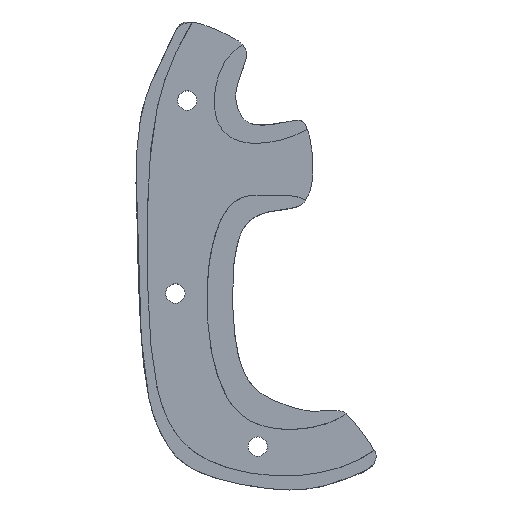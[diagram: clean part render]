
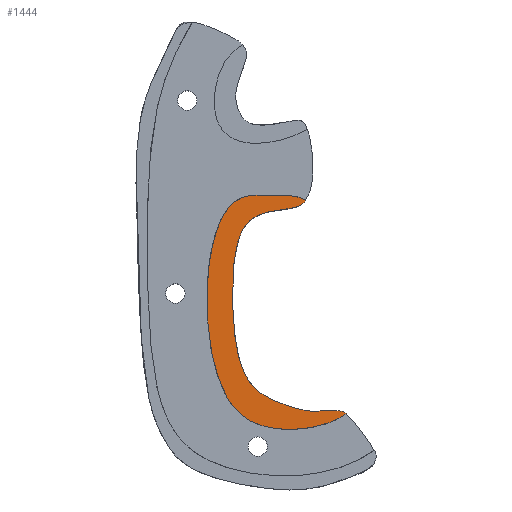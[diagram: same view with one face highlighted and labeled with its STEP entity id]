
A CAD part, top view. The second image highlights one B-rep face of the part: STEP entity #1444.
In plain terms, the highlighted planar face has unit normal (0, 0, 1).
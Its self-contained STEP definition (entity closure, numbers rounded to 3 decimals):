
#179=PLANE('',#1511);
#237=FACE_OUTER_BOUND('',#318,.T.);
#318=EDGE_LOOP('',(#1210,#1211,#1212,#1213));
#449=B_SPLINE_CURVE_WITH_KNOTS('',3,(#4457,#4458,#4459,#4460,#4461,#4462,
#4463,#4464,#4465,#4466,#4467,#4468,#4469,#4470),.UNSPECIFIED.,.F.,.F.,
(4,2,2,2,2,2,4),(-3.139,-2.574,-2.211,-1.653,
-1.023,-0.69,-0.384),.UNSPECIFIED.);
#455=B_SPLINE_CURVE_WITH_KNOTS('',3,(#4587,#4588,#4589,#4590,#4591,#4592,
#4593,#4594,#4595,#4596,#4597,#4598,#4599,#4600,#4601,#4602,#4603,#4604,
#4605,#4606,#4607,#4608,#4609,#4610,#4611,#4612,#4613,#4614),
 .UNSPECIFIED.,.F.,.F.,(4,2,2,2,2,2,2,2,2,2,2,2,2,4),(-11.613,
-11.269,-10.947,-10.328,-9.711,
-9.316,-8.252,-7.58,-6.058,
-4.59,-2.973,-1.031,-0.468,
0.),.UNSPECIFIED.);
#457=B_SPLINE_CURVE_WITH_KNOTS('',3,(#4630,#4631,#4632,#4633),
 .UNSPECIFIED.,.F.,.F.,(4,4),(-0.05,0.),.UNSPECIFIED.);
#459=B_SPLINE_CURVE_WITH_KNOTS('',3,(#4782,#4783,#4784,#4785,#4786,#4787,
#4788,#4789,#4790,#4791,#4792,#4793,#4794,#4795,#4796,#4797,#4798,#4799,
#4800,#4801,#4802,#4803,#4804,#4805,#4806,#4807,#4808,#4809,#4810,#4811,
#4812,#4813,#4814,#4815,#4816,#4817,#4818,#4819,#4820,#4821,#4822,#4823,
#4824,#4825,#4826,#4827,#4828,#4829,#4830),.UNSPECIFIED.,.F.,.F.,(4,3,3,
3,3,3,3,3,3,3,3,3,3,3,3,3,4),(-8.873,-8.633,-8.4,
-8.005,-7.746,-7.292,-6.936,
-6.575,-6.053,-5.005,-3.554,
-2.858,-2.344,-1.838,-1.179,
-0.516,-0.038),.UNSPECIFIED.);
#622=VERTEX_POINT('',#4454);
#623=VERTEX_POINT('',#4456);
#629=VERTEX_POINT('',#4586);
#631=VERTEX_POINT('',#4629);
#824=EDGE_CURVE('',#623,#622,#449,.T.);
#831=EDGE_CURVE('',#629,#623,#455,.T.);
#834=EDGE_CURVE('',#631,#629,#457,.T.);
#837=EDGE_CURVE('',#622,#631,#459,.T.);
#1210=ORIENTED_EDGE('',*,*,#837,.T.);
#1211=ORIENTED_EDGE('',*,*,#834,.T.);
#1212=ORIENTED_EDGE('',*,*,#831,.T.);
#1213=ORIENTED_EDGE('',*,*,#824,.T.);
#1444=ADVANCED_FACE('',(#237),#179,.T.);
#1511=AXIS2_PLACEMENT_3D('',#4831,#1628,#1629);
#1628=DIRECTION('center_axis',(0.,0.,
1.));
#1629=DIRECTION('ref_axis',(1.,0.,0.));
#4454=CARTESIAN_POINT('',(-248.989,-13.299,4.691));
#4456=CARTESIAN_POINT('',(-268.46,-22.249,4.691));
#4457=CARTESIAN_POINT('Ctrl Pts',(-268.46,-22.249,4.691));
#4458=CARTESIAN_POINT('Ctrl Pts',(-267.917,-21.304,4.691));
#4459=CARTESIAN_POINT('Ctrl Pts',(-267.255,-20.465,4.691));
#4460=CARTESIAN_POINT('Ctrl Pts',(-265.924,-19.257,4.691));
#4461=CARTESIAN_POINT('Ctrl Pts',(-265.15,-18.647,4.691));
#4462=CARTESIAN_POINT('Ctrl Pts',(-262.327,-17.225,4.691));
#4463=CARTESIAN_POINT('Ctrl Pts',(-260.519,-16.839,4.691));
#4464=CARTESIAN_POINT('Ctrl Pts',(-256.788,-16.292,4.691));
#4465=CARTESIAN_POINT('Ctrl Pts',(-254.817,-16.157,4.691));
#4466=CARTESIAN_POINT('Ctrl Pts',(-252.165,-15.494,4.691));
#4467=CARTESIAN_POINT('Ctrl Pts',(-251.36,-15.193,4.691));
#4468=CARTESIAN_POINT('Ctrl Pts',(-250.002,-14.379,4.691));
#4469=CARTESIAN_POINT('Ctrl Pts',(-249.452,-13.895,4.691));
#4470=CARTESIAN_POINT('Ctrl Pts',(-248.989,-13.299,4.691));
#4586=CARTESIAN_POINT('',(-236.944,-78.905,4.691));
#4587=CARTESIAN_POINT('Ctrl Pts',(-236.944,-78.905,4.691));
#4588=CARTESIAN_POINT('Ctrl Pts',(-237.495,-78.664,4.691));
#4589=CARTESIAN_POINT('Ctrl Pts',(-238.096,-78.53,4.691));
#4590=CARTESIAN_POINT('Ctrl Pts',(-239.246,-78.385,4.691));
#4591=CARTESIAN_POINT('Ctrl Pts',(-239.824,-78.363,4.691));
#4592=CARTESIAN_POINT('Ctrl Pts',(-241.454,-78.365,4.691));
#4593=CARTESIAN_POINT('Ctrl Pts',(-242.605,-78.448,4.691));
#4594=CARTESIAN_POINT('Ctrl Pts',(-244.93,-78.567,4.691));
#4595=CARTESIAN_POINT('Ctrl Pts',(-245.892,-78.593,4.691));
#4596=CARTESIAN_POINT('Ctrl Pts',(-247.538,-78.503,4.691));
#4597=CARTESIAN_POINT('Ctrl Pts',(-248.176,-78.435,4.691));
#4598=CARTESIAN_POINT('Ctrl Pts',(-250.528,-78.085,4.691));
#4599=CARTESIAN_POINT('Ctrl Pts',(-252.217,-77.633,4.691));
#4600=CARTESIAN_POINT('Ctrl Pts',(-254.898,-76.768,4.691));
#4601=CARTESIAN_POINT('Ctrl Pts',(-256.086,-76.348,4.691));
#4602=CARTESIAN_POINT('Ctrl Pts',(-259.313,-75.116,4.691));
#4603=CARTESIAN_POINT('Ctrl Pts',(-261.288,-74.182,4.691));
#4604=CARTESIAN_POINT('Ctrl Pts',(-264.691,-71.671,4.691));
#4605=CARTESIAN_POINT('Ctrl Pts',(-266.038,-70.188,4.691));
#4606=CARTESIAN_POINT('Ctrl Pts',(-268.302,-66.46,4.691));
#4607=CARTESIAN_POINT('Ctrl Pts',(-269.639,-63.366,4.691));
#4608=CARTESIAN_POINT('Ctrl Pts',(-271.721,-51.105,4.691));
#4609=CARTESIAN_POINT('Ctrl Pts',(-272.14,-41.224,4.691));
#4610=CARTESIAN_POINT('Ctrl Pts',(-271.128,-31.43,4.691));
#4611=CARTESIAN_POINT('Ctrl Pts',(-270.773,-29.102,4.691));
#4612=CARTESIAN_POINT('Ctrl Pts',(-269.803,-25.23,4.691));
#4613=CARTESIAN_POINT('Ctrl Pts',(-269.235,-23.601,4.691));
#4614=CARTESIAN_POINT('Ctrl Pts',(-268.46,-22.249,4.691));
#4629=CARTESIAN_POINT('',(-236.499,-79.129,4.691));
#4630=CARTESIAN_POINT('Ctrl Pts',(-236.499,-79.129,4.691));
#4631=CARTESIAN_POINT('Ctrl Pts',(-236.642,-79.047,4.691));
#4632=CARTESIAN_POINT('Ctrl Pts',(-236.791,-78.972,4.691));
#4633=CARTESIAN_POINT('Ctrl Pts',(-236.944,-78.905,4.691));
#4782=CARTESIAN_POINT('Ctrl Pts',(-248.989,-13.299,4.691));
#4783=CARTESIAN_POINT('Ctrl Pts',(-249.742,-12.876,4.691));
#4784=CARTESIAN_POINT('Ctrl Pts',(-250.566,-12.554,4.691));
#4785=CARTESIAN_POINT('Ctrl Pts',(-251.422,-12.32,4.691));
#4786=CARTESIAN_POINT('Ctrl Pts',(-252.253,-12.093,4.691));
#4787=CARTESIAN_POINT('Ctrl Pts',(-253.107,-11.95,4.691));
#4788=CARTESIAN_POINT('Ctrl Pts',(-253.99,-11.869,4.691));
#4789=CARTESIAN_POINT('Ctrl Pts',(-255.49,-11.732,4.691));
#4790=CARTESIAN_POINT('Ctrl Pts',(-256.871,-11.8,4.691));
#4791=CARTESIAN_POINT('Ctrl Pts',(-258.689,-11.79,4.691));
#4792=CARTESIAN_POINT('Ctrl Pts',(-259.885,-11.784,4.691));
#4793=CARTESIAN_POINT('Ctrl Pts',(-260.934,-11.738,4.691));
#4794=CARTESIAN_POINT('Ctrl Pts',(-261.86,-11.706,4.691));
#4795=CARTESIAN_POINT('Ctrl Pts',(-263.48,-11.65,4.691));
#4796=CARTESIAN_POINT('Ctrl Pts',(-265.058,-11.629,4.691));
#4797=CARTESIAN_POINT('Ctrl Pts',(-266.576,-11.891,4.691));
#4798=CARTESIAN_POINT('Ctrl Pts',(-267.77,-12.097,4.691));
#4799=CARTESIAN_POINT('Ctrl Pts',(-268.848,-12.459,4.691));
#4800=CARTESIAN_POINT('Ctrl Pts',(-269.875,-13.04,4.691));
#4801=CARTESIAN_POINT('Ctrl Pts',(-270.916,-13.628,4.691));
#4802=CARTESIAN_POINT('Ctrl Pts',(-272.035,-14.501,4.691));
#4803=CARTESIAN_POINT('Ctrl Pts',(-273.193,-15.986,4.691));
#4804=CARTESIAN_POINT('Ctrl Pts',(-274.87,-18.135,4.691));
#4805=CARTESIAN_POINT('Ctrl Pts',(-276.01,-20.829,4.691));
#4806=CARTESIAN_POINT('Ctrl Pts',(-276.773,-23.138,4.691));
#4807=CARTESIAN_POINT('Ctrl Pts',(-278.304,-27.769,4.691));
#4808=CARTESIAN_POINT('Ctrl Pts',(-279.196,-33.513,4.691));
#4809=CARTESIAN_POINT('Ctrl Pts',(-279.489,-39.476,4.691));
#4810=CARTESIAN_POINT('Ctrl Pts',(-279.894,-47.728,4.691));
#4811=CARTESIAN_POINT('Ctrl Pts',(-279.172,-56.763,4.691));
#4812=CARTESIAN_POINT('Ctrl Pts',(-277.261,-64.233,4.691));
#4813=CARTESIAN_POINT('Ctrl Pts',(-276.344,-67.816,4.691));
#4814=CARTESIAN_POINT('Ctrl Pts',(-275.02,-71.549,4.691));
#4815=CARTESIAN_POINT('Ctrl Pts',(-273.139,-74.655,4.691));
#4816=CARTESIAN_POINT('Ctrl Pts',(-271.748,-76.951,4.691));
#4817=CARTESIAN_POINT('Ctrl Pts',(-270.241,-78.618,4.691));
#4818=CARTESIAN_POINT('Ctrl Pts',(-268.618,-79.893,4.691));
#4819=CARTESIAN_POINT('Ctrl Pts',(-267.02,-81.148,4.691));
#4820=CARTESIAN_POINT('Ctrl Pts',(-264.989,-82.279,4.691));
#4821=CARTESIAN_POINT('Ctrl Pts',(-262.229,-83.067,4.691));
#4822=CARTESIAN_POINT('Ctrl Pts',(-258.637,-84.092,4.691));
#4823=CARTESIAN_POINT('Ctrl Pts',(-254.671,-84.272,4.691));
#4824=CARTESIAN_POINT('Ctrl Pts',(-251.246,-84.035,4.691));
#4825=CARTESIAN_POINT('Ctrl Pts',(-247.801,-83.797,4.691));
#4826=CARTESIAN_POINT('Ctrl Pts',(-244.257,-83.094,4.691));
#4827=CARTESIAN_POINT('Ctrl Pts',(-241.31,-81.923,4.691));
#4828=CARTESIAN_POINT('Ctrl Pts',(-239.183,-81.077,4.691));
#4829=CARTESIAN_POINT('Ctrl Pts',(-237.667,-80.115,4.691));
#4830=CARTESIAN_POINT('Ctrl Pts',(-236.499,-79.129,4.691));
#4831=CARTESIAN_POINT('Origin',(-264.594,-31.231,4.691));
